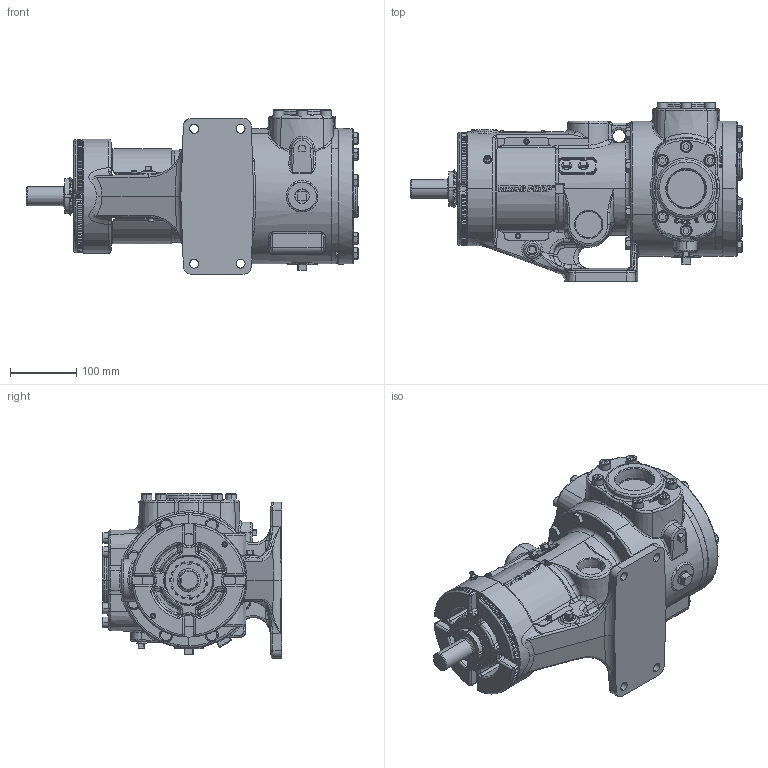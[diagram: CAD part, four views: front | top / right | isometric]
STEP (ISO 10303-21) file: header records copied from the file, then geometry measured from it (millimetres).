
FILE_DESCRIPTION (( 'STEP AP214' ), '1' );
FILE_NAME ('KV-2641.STEP', '2024-04-02T21:29:08', ( '' ), ( '' ), 'SwSTEP 2.0', 'SolidWorks 2022', '' );
FILE_SCHEMA (( 'AUTOMOTIVE_DESIGN' ));
Length unit declared in the file: inch
Products named in the file (1): KV-2641
Bounding box: 500.2 x 269.94 x 247.71 mm (x, y, z)
Volume: 10440826.4 mm3; surface area: 626597.9 mm2
Topology: 1 solids, 1 shells, 3921 faces, 9687 edges, 5892 vertices
Faces by surface type: bspline 1296, plane 998, cone 728, cylinder 646, torus 166, sphere 87
Entity records: 223273 total; most frequent: CARTESIAN_POINT 90157, ORIENTED_EDGE 19252, DIRECTION 13966, EDGE_CURVE 9626, VERTEX_POINT 5889, AXIS2_PLACEMENT_3D 5446, EDGE_LOOP 4127, DIMENSIONAL_EXPONENTS 3924
